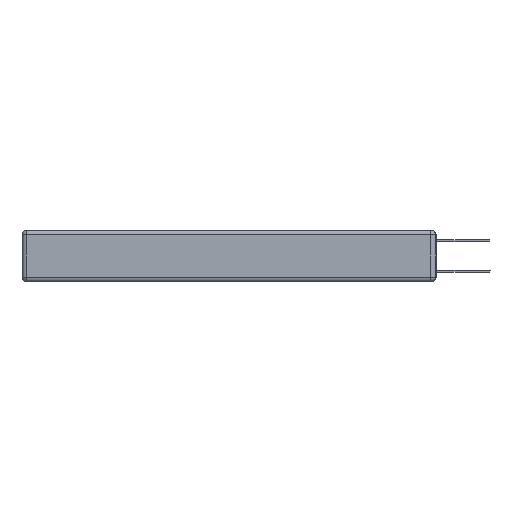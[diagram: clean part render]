
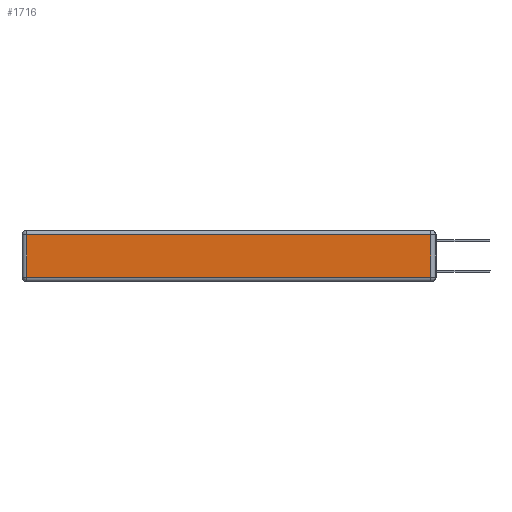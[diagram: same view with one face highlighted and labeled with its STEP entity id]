
A CAD part, left-side view. The second image highlights one B-rep face of the part: STEP entity #1716.
In plain terms, the highlighted planar face has unit normal (-1, 0, 0).
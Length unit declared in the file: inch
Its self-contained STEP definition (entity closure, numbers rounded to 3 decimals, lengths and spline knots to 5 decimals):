
#645 = AXIS2_PLACEMENT_3D ( 'NONE', #2915, #8973, #9123 ) ;
#1044 = VECTOR ( 'NONE', #1400, 39.37008 ) ;
#1244 = VECTOR ( 'NONE', #5439, 39.37008 ) ;
#1400 = DIRECTION ( 'NONE',  ( 0., 1., 0. ) ) ;
#1716 = ADVANCED_FACE ( 'NONE', ( #7796 ), #6527, .T. ) ;
#1759 = ORIENTED_EDGE ( 'NONE', *, *, #1808, .T. ) ;
#1808 = EDGE_CURVE ( 'NONE', #15339, #15127, #2423, .T. ) ;
#2215 = CARTESIAN_POINT ( 'NONE',  ( 0., 2.72, -0.03 ) ) ;
#2423 = LINE ( 'NONE', #14090, #15249 ) ;
#2595 = EDGE_CURVE ( 'NONE', #15127, #11389, #5596, .T. ) ;
#2658 = CARTESIAN_POINT ( 'NONE',  ( 0., 2.75, -0.03 ) ) ;
#2915 = CARTESIAN_POINT ( 'NONE',  ( 0., 0., -0.343 ) ) ;
#3087 = CARTESIAN_POINT ( 'NONE',  ( 0., 0.03, -0.343 ) ) ;
#3298 = DIRECTION ( 'NONE',  ( 0., -1., 0. ) ) ;
#5439 = DIRECTION ( 'NONE',  ( 0., 0., 1. ) ) ;
#5596 = LINE ( 'NONE', #3087, #1244 ) ;
#6277 = DIRECTION ( 'NONE',  ( 0., 0., -1. ) ) ;
#6342 = EDGE_LOOP ( 'NONE', ( #1759, #11593, #10513, #11453 ) ) ;
#6506 = CARTESIAN_POINT ( 'NONE',  ( 0., 2.72, -0.343 ) ) ;
#6527 = PLANE ( 'NONE',  #645 ) ;
#7109 = CARTESIAN_POINT ( 'NONE',  ( 0., 0.03, -0.313 ) ) ;
#7176 = VECTOR ( 'NONE', #6277, 39.37008 ) ;
#7495 = EDGE_CURVE ( 'NONE', #11389, #12356, #9763, .T. ) ;
#7616 = LINE ( 'NONE', #6506, #7176 ) ;
#7796 = FACE_OUTER_BOUND ( 'NONE', #6342, .T. ) ;
#8731 = CARTESIAN_POINT ( 'NONE',  ( 0., 0.03, -0.03 ) ) ;
#8973 = DIRECTION ( 'NONE',  ( -1., 0., 0. ) ) ;
#9123 = DIRECTION ( 'NONE',  ( 0., 0., 1. ) ) ;
#9138 = CARTESIAN_POINT ( 'NONE',  ( 0., 2.72, -0.313 ) ) ;
#9763 = LINE ( 'NONE', #2658, #1044 ) ;
#10513 = ORIENTED_EDGE ( 'NONE', *, *, #7495, .T. ) ;
#11389 = VERTEX_POINT ( 'NONE', #8731 ) ;
#11453 = ORIENTED_EDGE ( 'NONE', *, *, #13031, .T. ) ;
#11593 = ORIENTED_EDGE ( 'NONE', *, *, #2595, .T. ) ;
#12356 = VERTEX_POINT ( 'NONE', #2215 ) ;
#13031 = EDGE_CURVE ( 'NONE', #12356, #15339, #7616, .T. ) ;
#14090 = CARTESIAN_POINT ( 'NONE',  ( 0., 0., -0.313 ) ) ;
#15127 = VERTEX_POINT ( 'NONE', #7109 ) ;
#15249 = VECTOR ( 'NONE', #3298, 39.37008 ) ;
#15339 = VERTEX_POINT ( 'NONE', #9138 ) ;
